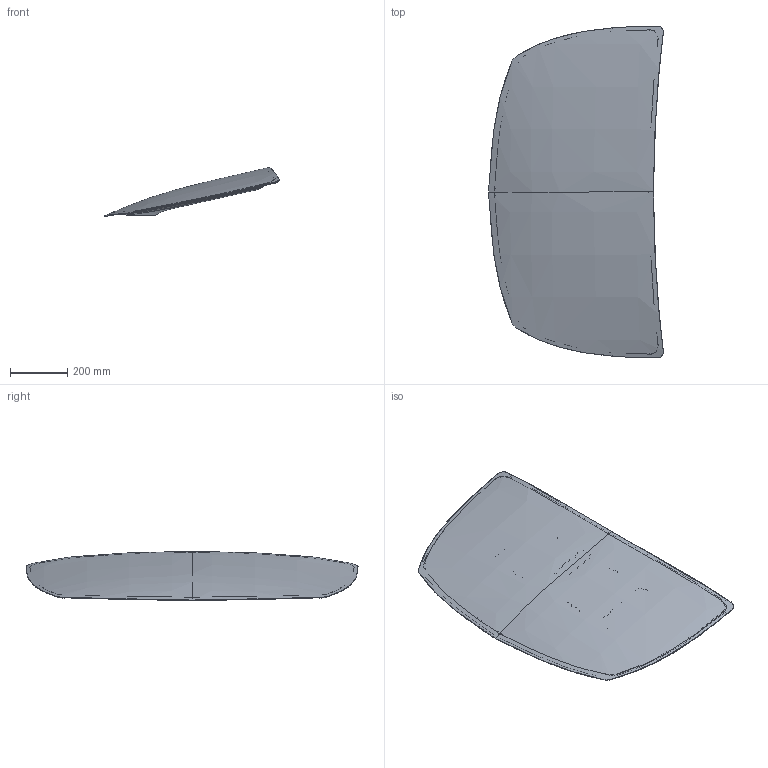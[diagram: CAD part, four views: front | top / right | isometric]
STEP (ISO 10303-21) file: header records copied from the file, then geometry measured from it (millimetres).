
FILE_DESCRIPTION(('FreeCAD Model'),'2;1');
FILE_NAME('Open CASCADE Shape Model','2025-05-04T09:40:44',('FreeCAD'),( 'FreeCAD'),'Open CASCADE STEP processor 7.6','FreeCAD','Unknown');
FILE_SCHEMA(('AUTOMOTIVE_DESIGN { 1 0 10303 214 1 1 1 1 }'));
Products named in the file (1): Open CASCADE STEP translator 7.6 1
Bounding box: 611.71 x 1161.91 x 172.31 mm (x, y, z)
Surface area: 1243177 mm2 (no closed solid volume)
Topology: 0 solids, 2 shells, 307 faces, 1210 edges, 1017 vertices
Faces by surface type: bspline 307
Entity records: 60727 total; most frequent: CARTESIAN_POINT 54584, ORIENTED_EDGE 1757, B_SPLINE_CURVE_WITH_KNOTS 1138, EDGE_CURVE 1068, VERTEX_POINT 763, FACE_BOUND 316, EDGE_LOOP 316, ADVANCED_FACE 307
